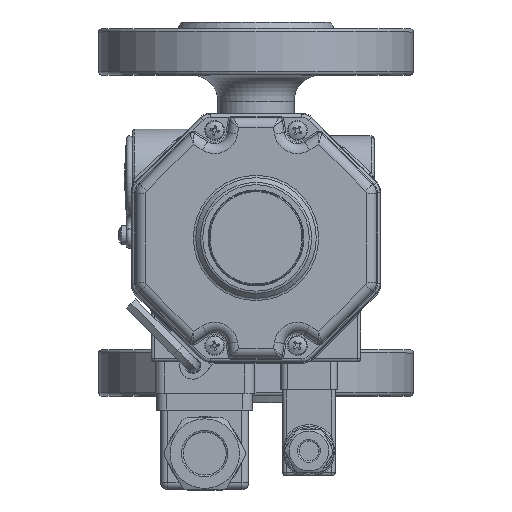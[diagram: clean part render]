
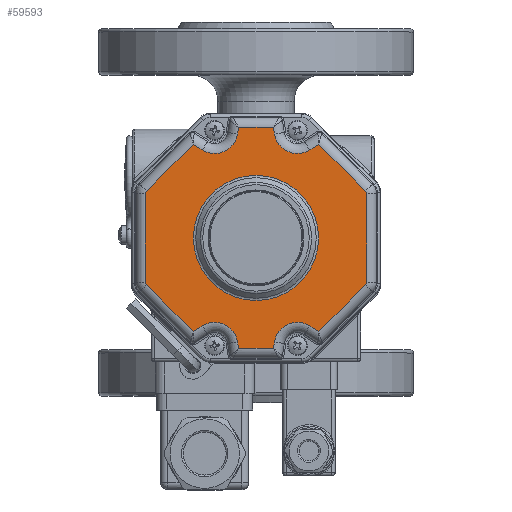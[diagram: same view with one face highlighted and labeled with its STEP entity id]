
A CAD part, top view. The second image highlights one B-rep face of the part: STEP entity #59593.
In plain terms, the highlighted face is planar.
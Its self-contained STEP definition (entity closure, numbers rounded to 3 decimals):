
#4351=CIRCLE('',#64557,1.);
#4356=CIRCLE('',#64565,1.);
#4364=CIRCLE('',#64578,7.);
#4373=CIRCLE('',#64592,1.);
#4377=CIRCLE('',#64599,7.);
#4381=CIRCLE('',#64604,1.);
#4416=CIRCLE('',#64691,7.);
#4417=CIRCLE('',#64692,7.);
#4418=CIRCLE('',#64693,18.914);
#17389=ORIENTED_EDGE('',*,*,#25095,.T.);
#17390=ORIENTED_EDGE('',*,*,#25274,.T.);
#17391=ORIENTED_EDGE('',*,*,#25085,.T.);
#17392=ORIENTED_EDGE('',*,*,#25081,.T.);
#17393=ORIENTED_EDGE('',*,*,#25087,.T.);
#17394=ORIENTED_EDGE('',*,*,#25090,.T.);
#17395=ORIENTED_EDGE('',*,*,#25097,.T.);
#17396=ORIENTED_EDGE('',*,*,#25102,.T.);
#17397=ORIENTED_EDGE('',*,*,#25112,.T.);
#17398=ORIENTED_EDGE('',*,*,#25118,.T.);
#17399=ORIENTED_EDGE('',*,*,#25121,.T.);
#17400=ORIENTED_EDGE('',*,*,#25132,.T.);
#17401=ORIENTED_EDGE('',*,*,#25143,.T.);
#17402=ORIENTED_EDGE('',*,*,#25149,.T.);
#17403=ORIENTED_EDGE('',*,*,#25155,.T.);
#17404=ORIENTED_EDGE('',*,*,#25159,.T.);
#17405=ORIENTED_EDGE('',*,*,#25153,.T.);
#17406=ORIENTED_EDGE('',*,*,#25147,.T.);
#17407=ORIENTED_EDGE('',*,*,#25141,.T.);
#17408=ORIENTED_EDGE('',*,*,#25136,.T.);
#17409=ORIENTED_EDGE('',*,*,#25126,.T.);
#17410=ORIENTED_EDGE('',*,*,#25275,.T.);
#17411=ORIENTED_EDGE('',*,*,#25116,.T.);
#17412=ORIENTED_EDGE('',*,*,#25106,.T.);
#17413=ORIENTED_EDGE('',*,*,#25276,.T.);
#25081=EDGE_CURVE('',#29789,#29791,#33052,.T.);
#25085=EDGE_CURVE('',#29792,#29789,#33055,.T.);
#25087=EDGE_CURVE('',#29791,#29795,#4351,.T.);
#25090=EDGE_CURVE('',#29795,#29797,#33056,.T.);
#25095=EDGE_CURVE('',#29798,#29801,#33059,.T.);
#25097=EDGE_CURVE('',#29797,#29803,#4356,.T.);
#25102=EDGE_CURVE('',#29803,#29806,#33060,.T.);
#25106=EDGE_CURVE('',#29807,#29798,#33063,.T.);
#25112=EDGE_CURVE('',#29806,#29812,#33064,.T.);
#25116=EDGE_CURVE('',#29813,#29807,#33067,.T.);
#25118=EDGE_CURVE('',#29812,#29816,#4364,.T.);
#25121=EDGE_CURVE('',#29816,#29818,#33068,.T.);
#25126=EDGE_CURVE('',#29819,#29822,#33071,.T.);
#25132=EDGE_CURVE('',#29818,#29826,#33072,.T.);
#25136=EDGE_CURVE('',#29827,#29819,#33075,.T.);
#25141=EDGE_CURVE('',#29830,#29827,#4373,.T.);
#25143=EDGE_CURVE('',#29826,#29833,#33076,.T.);
#25147=EDGE_CURVE('',#29834,#29830,#33079,.T.);
#25149=EDGE_CURVE('',#29833,#29837,#4377,.T.);
#25153=EDGE_CURVE('',#29838,#29834,#4381,.T.);
#25155=EDGE_CURVE('',#29837,#29841,#33080,.T.);
#25159=EDGE_CURVE('',#29841,#29838,#33083,.T.);
#25274=EDGE_CURVE('',#29801,#29792,#4416,.T.);
#25275=EDGE_CURVE('',#29822,#29813,#4417,.T.);
#25276=EDGE_CURVE('',#29905,#29905,#4418,.T.);
#29789=VERTEX_POINT('',#103259);
#29791=VERTEX_POINT('',#103278);
#29792=VERTEX_POINT('',#103283);
#29795=VERTEX_POINT('',#103290);
#29797=VERTEX_POINT('',#103296);
#29798=VERTEX_POINT('',#103315);
#29801=VERTEX_POINT('',#103320);
#29803=VERTEX_POINT('',#103325);
#29806=VERTEX_POINT('',#103404);
#29807=VERTEX_POINT('',#103423);
#29812=VERTEX_POINT('',#103542);
#29813=VERTEX_POINT('',#103547);
#29816=VERTEX_POINT('',#103554);
#29818=VERTEX_POINT('',#103574);
#29819=VERTEX_POINT('',#103593);
#29822=VERTEX_POINT('',#103598);
#29826=VERTEX_POINT('',#103729);
#29827=VERTEX_POINT('',#103734);
#29830=VERTEX_POINT('',#103799);
#29833=VERTEX_POINT('',#103806);
#29834=VERTEX_POINT('',#103811);
#29837=VERTEX_POINT('',#103818);
#29838=VERTEX_POINT('',#103823);
#29841=VERTEX_POINT('',#103844);
#29905=VERTEX_POINT('',#104131);
#33052=LINE('',#103279,#36151);
#33055=LINE('',#103286,#36154);
#33056=LINE('',#103297,#36155);
#33059=LINE('',#103321,#36158);
#33060=LINE('',#103405,#36159);
#33063=LINE('',#103426,#36162);
#33064=LINE('',#103543,#36163);
#33067=LINE('',#103550,#36166);
#33068=LINE('',#103575,#36167);
#33071=LINE('',#103599,#36170);
#33072=LINE('',#103730,#36171);
#33075=LINE('',#103737,#36174);
#33076=LINE('',#103807,#36175);
#33079=LINE('',#103814,#36178);
#33080=LINE('',#103845,#36179);
#33083=LINE('',#103865,#36182);
#36151=VECTOR('',#76932,1000.);
#36154=VECTOR('',#76939,1000.);
#36155=VECTOR('',#76952,1000.);
#36158=VECTOR('',#76959,1000.);
#36159=VECTOR('',#76972,1000.);
#36162=VECTOR('',#76977,1000.);
#36163=VECTOR('',#76986,1000.);
#36166=VECTOR('',#76993,1000.);
#36167=VECTOR('',#77004,1000.);
#36170=VECTOR('',#77011,1000.);
#36171=VECTOR('',#77018,1000.);
#36174=VECTOR('',#77025,1000.);
#36175=VECTOR('',#77040,1000.);
#36178=VECTOR('',#77047,1000.);
#36179=VECTOR('',#77066,1000.);
#36182=VECTOR('',#77071,1000.);
#39528=EDGE_LOOP('',(#17389,#17390,#17391,#17392,#17393,#17394,#17395,#17396,
#17397,#17398,#17399,#17400,#17401,#17402,#17403,#17404,#17405,#17406,#17407,
#17408,#17409,#17410,#17411,#17412));
#39529=EDGE_LOOP('',(#17413));
#43004=FACE_BOUND('',#39528,.T.);
#43005=FACE_BOUND('',#39529,.T.);
#44377=PLANE('',#64690);
#59593=ADVANCED_FACE('',(#43004,#43005),#44377,.T.);
#64557=AXIS2_PLACEMENT_3D('',#103291,#76944,#76945);
#64565=AXIS2_PLACEMENT_3D('',#103326,#76964,#76965);
#64578=AXIS2_PLACEMENT_3D('',#103555,#76998,#76999);
#64592=AXIS2_PLACEMENT_3D('',#103802,#77034,#77035);
#64599=AXIS2_PLACEMENT_3D('',#103819,#77052,#77053);
#64604=AXIS2_PLACEMENT_3D('',#103826,#77062,#77063);
#64690=AXIS2_PLACEMENT_3D('',#104127,#77318,#77319);
#64691=AXIS2_PLACEMENT_3D('',#104128,#77320,#77321);
#64692=AXIS2_PLACEMENT_3D('',#104129,#77322,#77323);
#64693=AXIS2_PLACEMENT_3D('',#104130,#77324,#77325);
#76932=DIRECTION('',(-0.707,0.,0.707));
#76939=DIRECTION('',(-0.844,0.,-0.536));
#76944=DIRECTION('',(0.,1.,0.));
#76945=DIRECTION('',(0.,0.,1.));
#76952=DIRECTION('',(0.,0.,1.));
#76959=DIRECTION('',(-0.156,0.,0.988));
#76964=DIRECTION('',(0.,1.,0.));
#76965=DIRECTION('',(0.,0.,1.));
#76972=DIRECTION('',(0.707,0.,0.707));
#76977=DIRECTION('',(-1.,0.,0.));
#76986=DIRECTION('',(0.844,0.,-0.536));
#76993=DIRECTION('',(-0.156,0.,-0.988));
#76998=DIRECTION('',(0.,-1.,0.));
#76999=DIRECTION('',(0.,0.,1.));
#77004=DIRECTION('',(0.156,0.,0.988));
#77011=DIRECTION('',(-0.844,0.,0.536));
#77018=DIRECTION('',(1.,0.,0.));
#77025=DIRECTION('',(-0.707,0.,-0.707));
#77034=DIRECTION('',(0.,1.,0.));
#77035=DIRECTION('',(0.,0.,1.));
#77040=DIRECTION('',(0.156,0.,-0.988));
#77047=DIRECTION('',(0.,0.,-1.));
#77052=DIRECTION('',(0.,-1.,0.));
#77053=DIRECTION('',(0.,0.,1.));
#77062=DIRECTION('',(0.,1.,0.));
#77063=DIRECTION('',(0.,0.,1.));
#77066=DIRECTION('',(0.844,0.,0.536));
#77071=DIRECTION('',(0.707,0.,-0.707));
#77318=DIRECTION('',(0.,1.,0.));
#77319=DIRECTION('',(0.,0.,1.));
#77320=DIRECTION('',(0.,-1.,0.));
#77321=DIRECTION('',(0.,0.,1.));
#77322=DIRECTION('',(0.,-1.,0.));
#77323=DIRECTION('',(0.,0.,1.));
#77324=DIRECTION('',(0.,-1.,0.));
#77325=DIRECTION('',(0.,0.,1.));
#103259=CARTESIAN_POINT('',(-18.939,26.,-28.296));
#103278=CARTESIAN_POINT('',(-33.107,26.,-14.128));
#103279=CARTESIAN_POINT('',(-33.107,26.,-14.128));
#103283=CARTESIAN_POINT('',(-16.251,26.,-26.59));
#103286=CARTESIAN_POINT('',(-20.292,26.,-29.154));
#103290=CARTESIAN_POINT('',(-33.4,26.,-13.421));
#103291=CARTESIAN_POINT('',(-32.4,26.,-13.421));
#103296=CARTESIAN_POINT('',(-33.4,26.,13.421));
#103297=CARTESIAN_POINT('',(-33.4,26.,13.421));
#103315=CARTESIAN_POINT('',(-5.27,26.,-33.4));
#103320=CARTESIAN_POINT('',(-5.586,26.,-31.405));
#103321=CARTESIAN_POINT('',(-10.302,26.,-1.632));
#103325=CARTESIAN_POINT('',(-33.107,26.,14.128));
#103326=CARTESIAN_POINT('',(-32.4,26.,13.421));
#103404=CARTESIAN_POINT('',(-18.939,26.,28.296));
#103405=CARTESIAN_POINT('',(-17.806,26.,29.429));
#103423=CARTESIAN_POINT('',(5.27,26.,-33.4));
#103426=CARTESIAN_POINT('',(-6.978,26.,-33.4));
#103542=CARTESIAN_POINT('',(-16.251,26.,26.59));
#103543=CARTESIAN_POINT('',(7.364,26.,11.603));
#103547=CARTESIAN_POINT('',(5.586,26.,-31.405));
#103550=CARTESIAN_POINT('',(5.003,26.,-35.087));
#103554=CARTESIAN_POINT('',(-5.586,26.,31.405));
#103555=CARTESIAN_POINT('',(-12.5,26.,32.5));
#103574=CARTESIAN_POINT('',(-5.27,26.,33.4));
#103575=CARTESIAN_POINT('',(-5.003,26.,35.087));
#103593=CARTESIAN_POINT('',(18.939,26.,-28.296));
#103598=CARTESIAN_POINT('',(16.251,26.,-26.59));
#103599=CARTESIAN_POINT('',(-7.364,26.,-11.603));
#103729=CARTESIAN_POINT('',(5.27,26.,33.4));
#103730=CARTESIAN_POINT('',(6.978,26.,33.4));
#103734=CARTESIAN_POINT('',(33.107,26.,-14.128));
#103737=CARTESIAN_POINT('',(17.806,26.,-29.429));
#103799=CARTESIAN_POINT('',(33.4,26.,-13.421));
#103802=CARTESIAN_POINT('',(32.4,26.,-13.421));
#103806=CARTESIAN_POINT('',(5.586,26.,31.405));
#103807=CARTESIAN_POINT('',(10.302,26.,1.632));
#103811=CARTESIAN_POINT('',(33.4,26.,13.421));
#103814=CARTESIAN_POINT('',(33.4,26.,-13.421));
#103818=CARTESIAN_POINT('',(16.251,26.,26.59));
#103819=CARTESIAN_POINT('',(12.5,26.,32.5));
#103823=CARTESIAN_POINT('',(33.107,26.,14.128));
#103826=CARTESIAN_POINT('',(32.4,26.,13.421));
#103844=CARTESIAN_POINT('',(18.939,26.,28.296));
#103845=CARTESIAN_POINT('',(20.292,26.,29.154));
#103865=CARTESIAN_POINT('',(33.107,26.,14.128));
#104127=CARTESIAN_POINT('',(0.,26.,0.));
#104128=CARTESIAN_POINT('',(-12.5,26.,-32.5));
#104129=CARTESIAN_POINT('',(12.5,26.,-32.5));
#104130=CARTESIAN_POINT('',(0.,26.,0.));
#104131=CARTESIAN_POINT('',(0.,26.,18.914));
